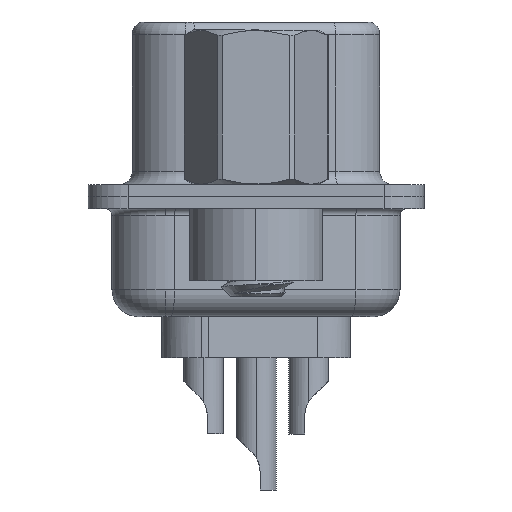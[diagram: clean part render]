
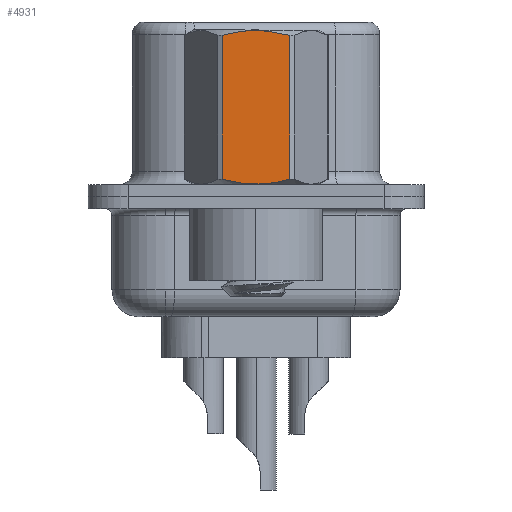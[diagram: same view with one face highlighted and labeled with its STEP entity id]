
A CAD part, left-side view. The second image highlights one B-rep face of the part: STEP entity #4931.
In plain terms, the highlighted planar face has unit normal (-1, 0, 0).
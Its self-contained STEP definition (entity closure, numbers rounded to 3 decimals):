
#79 = CARTESIAN_POINT ( 'NONE',  ( -2.381, 1.273, 3.792 ) ) ;
#1094 = CARTESIAN_POINT ( 'NONE',  ( -2.381, 0.428, 0.485 ) ) ;
#1579 = AXIS2_PLACEMENT_3D ( 'NONE', #22364, #9346, #24694 ) ;
#2072 = CARTESIAN_POINT ( 'NONE',  ( -2.381, 0.853, 6.151 ) ) ;
#2246 = VECTOR ( 'NONE', #9004, 1000. ) ;
#2849 = ORIENTED_EDGE ( 'NONE', *, *, #15713, .T. ) ;
#3309 = CARTESIAN_POINT ( 'NONE',  ( -2.381, -0.215, 0.468 ) ) ;
#3393 = B_SPLINE_CURVE_WITH_KNOTS ( 'NONE', 3,
 ( #9836, #7521, #14231, #1094, #16413, #3309, #18624, #5508, #20856, #7705 ),
 .UNSPECIFIED., .F., .F.,
 ( 4, 2, 2, 2, 4 ),
 ( 0.003, 0.003, 0.004, 0.004, 0.005 ),
 .UNSPECIFIED. ) ;
#3622 = ORIENTED_EDGE ( 'NONE', *, *, #8463, .T. ) ;
#4263 = CARTESIAN_POINT ( 'NONE',  ( -2.381, 1.273, 6.048 ) ) ;
#4931 = ADVANCED_FACE ( 'NONE', ( #8746 ), #17949, .T. ) ;
#5508 = CARTESIAN_POINT ( 'NONE',  ( -2.381, -0.858, 0.55 ) ) ;
#5520 = CARTESIAN_POINT ( 'NONE',  ( -2.381, -1.273, 3.792 ) ) ;
#7521 = CARTESIAN_POINT ( 'NONE',  ( -2.381, 1.065, 0.596 ) ) ;
#7705 = CARTESIAN_POINT ( 'NONE',  ( -2.381, -1.273, 0.652 ) ) ;
#8058 = LINE ( 'NONE', #79, #2246 ) ;
#8463 = EDGE_CURVE ( 'NONE', #26204, #12850, #13749, .T. ) ;
#8493 = CARTESIAN_POINT ( 'NONE',  ( -2.381, -0.858, 6.15 ) ) ;
#8746 = FACE_OUTER_BOUND ( 'NONE', #23937, .T. ) ;
#8819 = CARTESIAN_POINT ( 'NONE',  ( -2.381, 1.273, 6.048 ) ) ;
#9004 = DIRECTION ( 'NONE',  ( 0., 0., -1. ) ) ;
#9089 = VERTEX_POINT ( 'NONE', #25899 ) ;
#9346 = DIRECTION ( 'NONE',  ( -1., 0., 0. ) ) ;
#9836 = CARTESIAN_POINT ( 'NONE',  ( -2.381, 1.273, 0.652 ) ) ;
#10403 = CARTESIAN_POINT ( 'NONE',  ( -2.381, -1.273, 6.048 ) ) ;
#10793 = CARTESIAN_POINT ( 'NONE',  ( -2.381, -1.273, 6.048 ) ) ;
#11215 = VERTEX_POINT ( 'NONE', #27209 ) ;
#11261 = VECTOR ( 'NONE', #25175, 1000. ) ;
#12850 = VERTEX_POINT ( 'NONE', #8819 ) ;
#12898 = CARTESIAN_POINT ( 'NONE',  ( -2.381, -1.066, 6.104 ) ) ;
#12994 = CARTESIAN_POINT ( 'NONE',  ( -2.381, -0.215, 6.232 ) ) ;
#13749 = B_SPLINE_CURVE_WITH_KNOTS ( 'NONE', 3,
 ( #10793, #12898, #8493, #26124, #12994, #28376, #15172, #2072, #17381, #4263 ),
 .UNSPECIFIED., .F., .F.,
 ( 4, 2, 2, 2, 4 ),
 ( 0.001, 0.002, 0.002, 0.003, 0.004 ),
 .UNSPECIFIED. ) ;
#14231 = CARTESIAN_POINT ( 'NONE',  ( -2.381, 0.853, 0.549 ) ) ;
#15172 = CARTESIAN_POINT ( 'NONE',  ( -2.381, 0.428, 6.215 ) ) ;
#15713 = EDGE_CURVE ( 'NONE', #11215, #9089, #3393, .T. ) ;
#16413 = CARTESIAN_POINT ( 'NONE',  ( -2.381, 0.215, 0.468 ) ) ;
#17381 = CARTESIAN_POINT ( 'NONE',  ( -2.381, 1.065, 6.104 ) ) ;
#17739 = LINE ( 'NONE', #5520, #11261 ) ;
#17949 = PLANE ( 'NONE',  #1579 ) ;
#18130 = EDGE_CURVE ( 'NONE', #9089, #26204, #17739, .T. ) ;
#18624 = CARTESIAN_POINT ( 'NONE',  ( -2.381, -0.432, 0.485 ) ) ;
#19842 = EDGE_CURVE ( 'NONE', #12850, #11215, #8058, .T. ) ;
#20856 = CARTESIAN_POINT ( 'NONE',  ( -2.381, -1.066, 0.596 ) ) ;
#21390 = ORIENTED_EDGE ( 'NONE', *, *, #18130, .T. ) ;
#22364 = CARTESIAN_POINT ( 'NONE',  ( -2.381, 1.375, -3.75 ) ) ;
#23937 = EDGE_LOOP ( 'NONE', ( #2849, #21390, #3622, #24278 ) ) ;
#24278 = ORIENTED_EDGE ( 'NONE', *, *, #19842, .T. ) ;
#24694 = DIRECTION ( 'NONE',  ( 0., -1., 0. ) ) ;
#25175 = DIRECTION ( 'NONE',  ( 0., 0., 1. ) ) ;
#25899 = CARTESIAN_POINT ( 'NONE',  ( -2.381, -1.273, 0.652 ) ) ;
#26124 = CARTESIAN_POINT ( 'NONE',  ( -2.381, -0.432, 6.215 ) ) ;
#26204 = VERTEX_POINT ( 'NONE', #10403 ) ;
#27209 = CARTESIAN_POINT ( 'NONE',  ( -2.381, 1.273, 0.652 ) ) ;
#28376 = CARTESIAN_POINT ( 'NONE',  ( -2.381, 0.215, 6.232 ) ) ;
